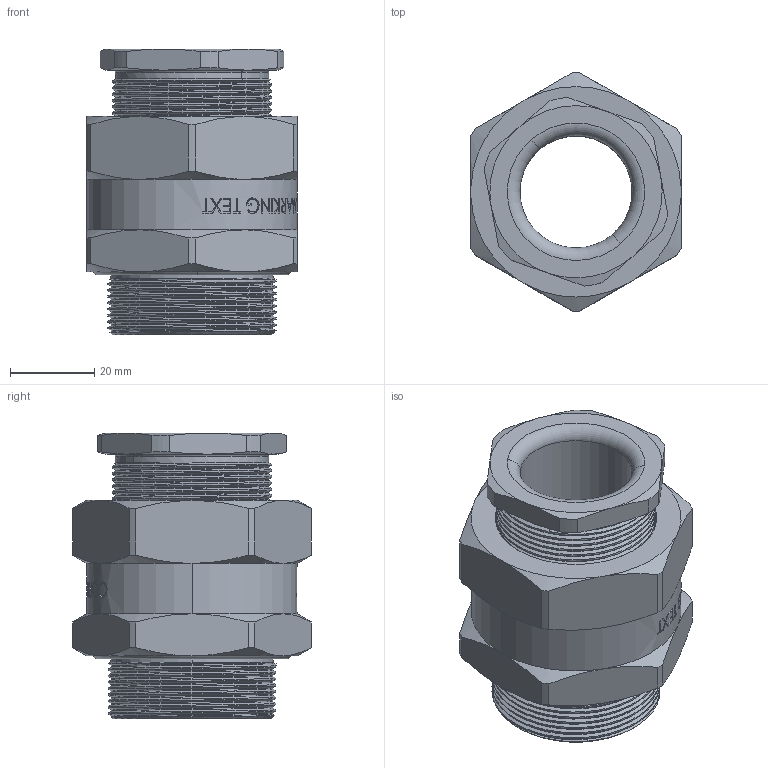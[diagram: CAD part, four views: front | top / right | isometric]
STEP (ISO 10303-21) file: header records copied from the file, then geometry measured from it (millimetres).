
FILE_DESCRIPTION (( 'STEP AP203' ), '1' );
FILE_NAME ('M40-E1-15mm D620.step', '2025-04-03T12:41:53', ( '' ), ( '' ), 'SwSTEP 2.0', 'SolidWorks 2022', '' );
FILE_SCHEMA (( 'CONFIG_CONTROL_DESIGN' ));
Length unit declared in the file: millimetre
Products named in the file (6): 750A106979; 750A109787; M40-E1-15mm D620; O-Ring for M40_Juks; 750A109735; 750A109764
Assembly tree (5 placements, depth 2):
  M40-E1-15mm D620
    750A109787
    750A109735
    750A106979
    750A109764
    O-Ring for M40_Juks
Bounding box: 50 x 56.73 x 68 mm (x, y, z)
Volume: 76782.1 mm3; surface area: 35581.9 mm2
Topology: 5 solids, 5 shells, 930 faces, 2491 edges, 1641 vertices
Faces by surface type: plane 351, bspline 293, cylinder 221, cone 55, torus 10
Entity records: 58076 total; most frequent: CARTESIAN_POINT 37240, ORIENTED_EDGE 4982, DIRECTION 3009, EDGE_CURVE 2491, VERTEX_POINT 1641, LINE 1015, VECTOR 1015, EDGE_LOOP 1010
